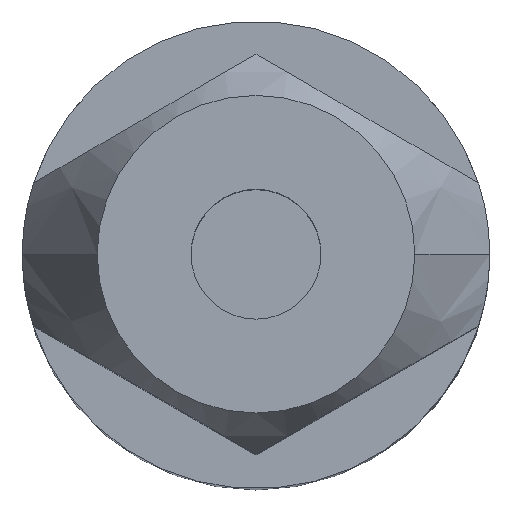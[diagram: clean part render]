
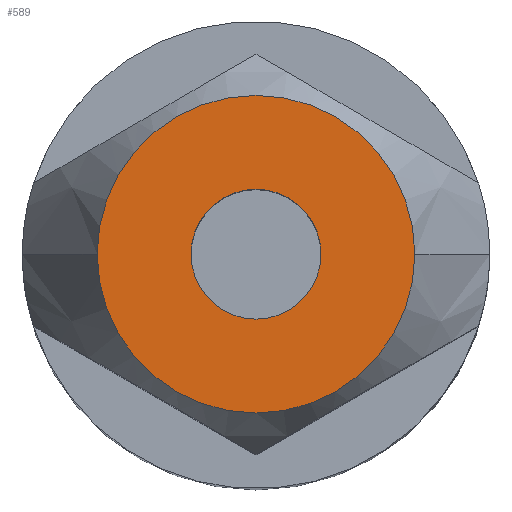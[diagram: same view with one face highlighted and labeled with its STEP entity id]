
A CAD part, top view. The second image highlights one B-rep face of the part: STEP entity #589.
In plain terms, the highlighted planar face has unit normal (0, 0, 1).
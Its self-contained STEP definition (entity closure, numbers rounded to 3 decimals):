
#13 = CIRCLE ( 'NONE', #271, 2.5 ) ;
#16 = AXIS2_PLACEMENT_3D ( 'NONE', #550, #109, #496 ) ;
#24 = VERTEX_POINT ( 'NONE', #30 ) ;
#30 = CARTESIAN_POINT ( 'NONE',  ( -6.113, 0., 46. ) ) ;
#58 = DIRECTION ( 'NONE',  ( 1., 0., 0. ) ) ;
#69 = EDGE_LOOP ( 'NONE', ( #254, #676 ) ) ;
#73 = CIRCLE ( 'NONE', #124, 6.113 ) ;
#89 = CARTESIAN_POINT ( 'NONE',  ( -2.5, 0., 46. ) ) ;
#94 = CARTESIAN_POINT ( 'NONE',  ( 0., 0., 46. ) ) ;
#109 = DIRECTION ( 'NONE',  ( 0., 0., -1. ) ) ;
#114 = DIRECTION ( 'NONE',  ( 0., 0., 1. ) ) ;
#120 = EDGE_CURVE ( 'NONE', #352, #24, #73, .T. ) ;
#124 = AXIS2_PLACEMENT_3D ( 'NONE', #94, #145, #654 ) ;
#133 = CARTESIAN_POINT ( 'NONE',  ( 2.5, 0., 46. ) ) ;
#142 = ORIENTED_EDGE ( 'NONE', *, *, #120, .T. ) ;
#145 = DIRECTION ( 'NONE',  ( 0., 0., 1. ) ) ;
#165 = PLANE ( 'NONE',  #16 ) ;
#238 = EDGE_CURVE ( 'NONE', #294, #687, #13, .T. ) ;
#241 = ORIENTED_EDGE ( 'NONE', *, *, #611, .T. ) ;
#254 = ORIENTED_EDGE ( 'NONE', *, *, #238, .F. ) ;
#271 = AXIS2_PLACEMENT_3D ( 'NONE', #707, #285, #58 ) ;
#285 = DIRECTION ( 'NONE',  ( 0., 0., 1. ) ) ;
#287 = CARTESIAN_POINT ( 'NONE',  ( 0., 0., 46. ) ) ;
#294 = VERTEX_POINT ( 'NONE', #133 ) ;
#302 = CARTESIAN_POINT ( 'NONE',  ( 6.113, 0., 46. ) ) ;
#352 = VERTEX_POINT ( 'NONE', #302 ) ;
#371 = DIRECTION ( 'NONE',  ( 1., 0., 0. ) ) ;
#384 = CIRCLE ( 'NONE', #568, 2.5 ) ;
#440 = DIRECTION ( 'NONE',  ( 1., 0., 0. ) ) ;
#466 = FACE_OUTER_BOUND ( 'NONE', #528, .T. ) ;
#482 = FACE_BOUND ( 'NONE', #69, .T. ) ;
#496 = DIRECTION ( 'NONE',  ( -1., 0., 0. ) ) ;
#528 = EDGE_LOOP ( 'NONE', ( #241, #142 ) ) ;
#541 = EDGE_CURVE ( 'NONE', #687, #294, #384, .T. ) ;
#550 = CARTESIAN_POINT ( 'NONE',  ( 6.113, 0., 46. ) ) ;
#568 = AXIS2_PLACEMENT_3D ( 'NONE', #640, #645, #371 ) ;
#589 = ADVANCED_FACE ( 'NONE', ( #482, #466 ), #165, .F. ) ;
#611 = EDGE_CURVE ( 'NONE', #24, #352, #630, .T. ) ;
#630 = CIRCLE ( 'NONE', #710, 6.113 ) ;
#640 = CARTESIAN_POINT ( 'NONE',  ( 0., 0., 46. ) ) ;
#645 = DIRECTION ( 'NONE',  ( 0., 0., 1. ) ) ;
#654 = DIRECTION ( 'NONE',  ( 1., 0., 0. ) ) ;
#676 = ORIENTED_EDGE ( 'NONE', *, *, #541, .F. ) ;
#687 = VERTEX_POINT ( 'NONE', #89 ) ;
#707 = CARTESIAN_POINT ( 'NONE',  ( 0., 0., 46. ) ) ;
#710 = AXIS2_PLACEMENT_3D ( 'NONE', #287, #114, #440 ) ;
